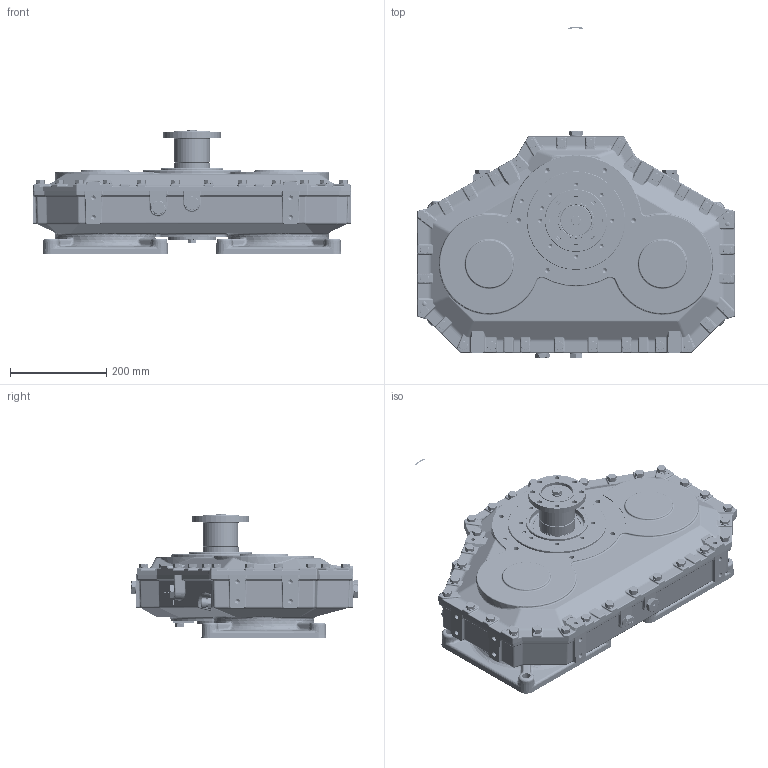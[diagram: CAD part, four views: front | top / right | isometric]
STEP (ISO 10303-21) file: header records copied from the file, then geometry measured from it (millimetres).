
FILE_DESCRIPTION (( 'STEP AP214' ), '1' );
FILE_NAME ('1029017G.STEP', '2016-02-12T15:10:37', ( '' ), ( '' ), 'SwSTEP 2.0', 'SolidWorks 2007', '' );
FILE_SCHEMA (( 'AUTOMOTIVE_DESIGN' ));
Length unit declared in the file: millimetre
Products named in the file (10): IT1042227_rev02-installation; IT4588040_rev00-installation; ITam230-002_rev00-installation; ITam230-001_rev01-installation; IT2021216_rev03-installation; ITB00510000_rev01-installation; IT2062107_rev03-installation; IT1054022_rev00-installation; 1029017G; ITam230-003_rev00-installation
Assembly tree (11 placements, depth 2):
  1029017G
    IT1042227_rev02-installation  x2
    ITB00510000_rev01-installation
    IT1054022_rev00-installation
    IT2021216_rev03-installation  x2
    ITam230-001_rev01-installation
    IT4588040_rev00-installation
    ITam230-003_rev00-installation
    IT2062107_rev03-installation
    ITam230-002_rev00-installation
Bounding box: 660 x 690.04 x 259.5 mm (x, y, z)
Volume: 4947678.4 mm3; surface area: 2662682.8 mm2
Topology: 28 solids, 159 shells, 7872 faces, 19390 edges, 12102 vertices
Faces by surface type: plane 2773, cylinder 2370, bspline 1579, cone 653, torus 423, sphere 74
Entity records: 322499 total; most frequent: CARTESIAN_POINT 99352, ORIENTED_EDGE 32361, DIRECTION 28769, EDGE_CURVE 16187, AXIS2_PLACEMENT_3D 10676, VERTEX_POINT 10113, VECTOR 7417, LINE 7417
